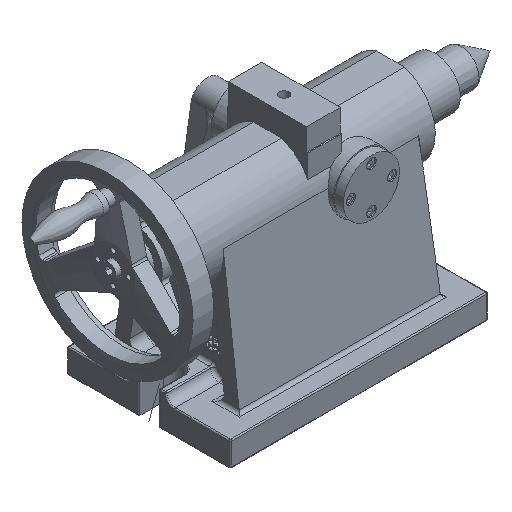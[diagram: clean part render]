
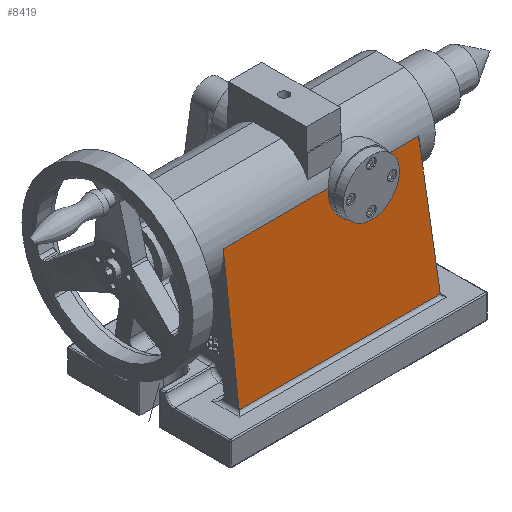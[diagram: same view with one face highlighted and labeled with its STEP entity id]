
A CAD part, isometric view. The second image highlights one B-rep face of the part: STEP entity #8419.
In plain terms, the highlighted planar face has unit normal (0, -0.991, 0.137).
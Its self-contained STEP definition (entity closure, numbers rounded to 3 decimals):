
#129=ELLIPSE('',#8714,3.029,3.);
#132=ELLIPSE('',#8719,3.029,3.);
#140=ELLIPSE('',#9041,26.247,26.);
#2499=ORIENTED_EDGE('',*,*,#3347,.T.);
#2500=ORIENTED_EDGE('',*,*,#3352,.F.);
#2501=ORIENTED_EDGE('',*,*,#3356,.T.);
#2502=ORIENTED_EDGE('',*,*,#4088,.F.);
#2503=ORIENTED_EDGE('',*,*,#4089,.T.);
#2504=ORIENTED_EDGE('',*,*,#3766,.T.);
#2505=ORIENTED_EDGE('',*,*,#4090,.T.);
#2506=ORIENTED_EDGE('',*,*,#4080,.F.);
#2507=ORIENTED_EDGE('',*,*,#4091,.T.);
#3347=EDGE_CURVE('',#4456,#4457,#129,.T.);
#3352=EDGE_CURVE('',#4461,#4457,#5202,.F.);
#3356=EDGE_CURVE('',#4461,#4463,#132,.T.);
#3766=EDGE_CURVE('',#4736,#4737,#140,.T.);
#4080=EDGE_CURVE('',#4956,#4957,#5622,.T.);
#4088=EDGE_CURVE('',#4961,#4463,#5629,.T.);
#4089=EDGE_CURVE('',#4961,#4736,#5630,.T.);
#4090=EDGE_CURVE('',#4737,#4957,#5631,.T.);
#4091=EDGE_CURVE('',#4956,#4456,#5632,.T.);
#4456=VERTEX_POINT('',#12345);
#4457=VERTEX_POINT('',#12346);
#4461=VERTEX_POINT('',#12361);
#4463=VERTEX_POINT('',#12367);
#4736=VERTEX_POINT('',#13376);
#4737=VERTEX_POINT('',#13377);
#4956=VERTEX_POINT('',#14886);
#4957=VERTEX_POINT('',#14887);
#4961=VERTEX_POINT('',#14906);
#5202=LINE('',#12360,#5901);
#5622=LINE('',#14885,#6321);
#5629=LINE('',#14905,#6328);
#5630=LINE('',#14907,#6329);
#5631=LINE('',#14908,#6330);
#5632=LINE('',#14909,#6331);
#5901=VECTOR('',#9863,1000.);
#6321=VECTOR('',#11339,1000.);
#6328=VECTOR('',#11362,1000.);
#6329=VECTOR('',#11363,1000.);
#6330=VECTOR('',#11364,1000.);
#6331=VECTOR('',#11365,1000.);
#6965=EDGE_LOOP('',(#2499,#2500,#2501,#2502,#2503,#2504,#2505,#2506,#2507));
#7613=FACE_BOUND('',#6965,.T.);
#7941=PLANE('',#9252);
#8419=ADVANCED_FACE('',(#7613),#7941,.F.);
#8714=AXIS2_PLACEMENT_3D('',#12344,#9855,#9856);
#8719=AXIS2_PLACEMENT_3D('',#12369,#9870,#9871);
#9041=AXIS2_PLACEMENT_3D('',#13375,#10775,#10776);
#9252=AXIS2_PLACEMENT_3D('',#14904,#11360,#11361);
#9855=DIRECTION('',(0.,0.991,-0.137));
#9856=DIRECTION('',(0.,-0.137,-0.991));
#9863=DIRECTION('',(1.,0.,0.));
#9870=DIRECTION('',(0.,0.991,-0.137));
#9871=DIRECTION('',(0.,0.137,0.991));
#10775=DIRECTION('',(0.,0.991,-0.137));
#10776=DIRECTION('',(0.,0.137,0.991));
#11339=DIRECTION('',(0.014,0.137,0.99));
#11360=DIRECTION('',(0.,0.991,-0.137));
#11361=DIRECTION('',(0.,0.137,0.991));
#11362=DIRECTION('',(0.029,-0.137,-0.99));
#11363=DIRECTION('',(-1.,0.,0.));
#11364=DIRECTION('',(-1.,0.,0.));
#11365=DIRECTION('',(0.,-0.137,-0.991));
#12344=CARTESIAN_POINT('',(22.116,-55.585,25.));
#12345=CARTESIAN_POINT('',(25.116,-55.585,25.));
#12346=CARTESIAN_POINT('',(25.088,-55.642,24.589));
#12360=CARTESIAN_POINT('',(216.,-55.642,24.589));
#12361=CARTESIAN_POINT('',(204.943,-55.642,24.589));
#12367=CARTESIAN_POINT('',(204.916,-55.597,24.913));
#12369=CARTESIAN_POINT('',(207.914,-55.585,25.));
#13375=CARTESIAN_POINT('',(146.,-40.38,135.));
#13376=CARTESIAN_POINT('',(171.417,-39.623,140.477));
#13377=CARTESIAN_POINT('',(120.583,-39.623,140.477));
#14885=CARTESIAN_POINT('',(25.039,-55.625,24.716));
#14886=CARTESIAN_POINT('',(25.116,-54.894,30.));
#14887=CARTESIAN_POINT('',(26.717,-39.623,140.477));
#14904=CARTESIAN_POINT('',(216.,-56.,22.));
#14905=CARTESIAN_POINT('',(205.009,-56.043,21.687));
#14906=CARTESIAN_POINT('',(201.566,-39.623,140.477));
#14907=CARTESIAN_POINT('',(216.,-39.623,140.477));
#14908=CARTESIAN_POINT('',(216.,-39.623,140.477));
#14909=CARTESIAN_POINT('',(25.116,-56.,22.));
